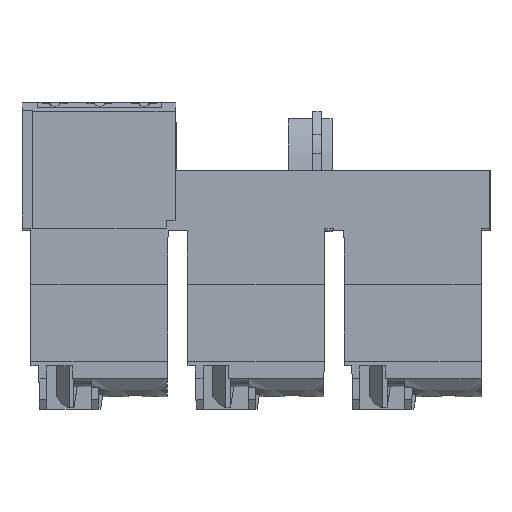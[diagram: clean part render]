
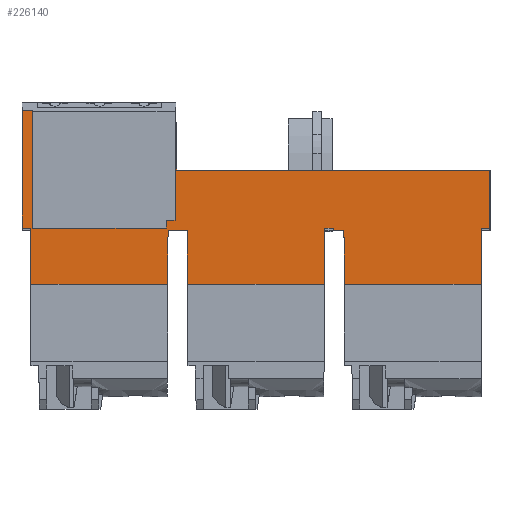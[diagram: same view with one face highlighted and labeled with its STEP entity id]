
A CAD part, top view. The second image highlights one B-rep face of the part: STEP entity #226140.
In plain terms, the highlighted planar face has unit normal (0, 0, 1).
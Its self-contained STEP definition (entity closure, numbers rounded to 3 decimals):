
#200=CARTESIAN_POINT('',(1.1,94.827,
51.695));
#210=VERTEX_POINT('',#200);
#240=CARTESIAN_POINT('',(1.1,51.6,
51.695));
#250=DIRECTION('',(0.,-1.,0.));
#260=VECTOR('',#250,1.);
#270=LINE('',#240,#260);
#280=CARTESIAN_POINT('',(1.1,88.427,
51.695));
#290=VERTEX_POINT('',#280);
#300=EDGE_CURVE('',#210,#290,#270,.T.);
#900=CARTESIAN_POINT('',(16.7,94.527,
51.695));
#910=VERTEX_POINT('',#900);
#2560=CARTESIAN_POINT('',(16.673,88.427,
51.695));
#2570=VERTEX_POINT('',#2560);
#2600=CARTESIAN_POINT('',(16.513,51.6,
51.695));
#2610=DIRECTION('',(0.004,1.,
0.));
#2620=VECTOR('',#2610,1.);
#2630=LINE('',#2600,#2620);
#2640=EDGE_CURVE('',#2570,#910,#2630,.T.);
#44480=CARTESIAN_POINT('',(17.582,108.198,
51.695));
#44490=VERTEX_POINT('',#44480);
#44520=CARTESIAN_POINT('',(53.3,108.198,
51.695));
#44530=DIRECTION('',(1.,0.,0.));
#44540=VECTOR('',#44530,1.);
#44550=LINE('',#44520,#44540);
#44560=CARTESIAN_POINT('',(17.5,108.198,
51.695));
#44570=VERTEX_POINT('',#44560);
#44580=EDGE_CURVE('',#44570,#44490,#44550,.T.);
#44800=CARTESIAN_POINT('',(1.3,108.198,
51.695));
#44810=VERTEX_POINT('',#44800);
#44840=CARTESIAN_POINT('',(53.3,108.198,
51.695));
#44850=DIRECTION('',(1.,0.,0.));
#44860=VECTOR('',#44850,1.);
#44870=LINE('',#44840,#44860);
#44880=CARTESIAN_POINT('',(0.1,108.198,
51.695));
#44890=VERTEX_POINT('',#44880);
#44900=EDGE_CURVE('',#44890,#44810,#44870,.T.);
#45340=CARTESIAN_POINT('',(35.5,94.827,
51.695));
#45350=VERTEX_POINT('',#45340);
#45430=CARTESIAN_POINT('',(34.501,94.827,
51.695));
#45440=VERTEX_POINT('',#45430);
#45470=CARTESIAN_POINT('',(53.3,94.827,
51.695));
#45480=DIRECTION('',(1.,0.,0.));
#45490=VECTOR('',#45480,1.);
#45500=LINE('',#45470,#45490);
#45510=EDGE_CURVE('',#45440,#45350,#45500,.T.);
#46420=CARTESIAN_POINT('',(53.3,94.527,
51.695));
#46430=DIRECTION('',(-1.,0.,0.));
#46440=VECTOR('',#46430,1.);
#46450=LINE('',#46420,#46440);
#46460=CARTESIAN_POINT('',(18.9,94.527,
51.695));
#46470=VERTEX_POINT('',#46460);
#46480=EDGE_CURVE('',#46470,#910,#46450,.T.);
#92650=CARTESIAN_POINT('',(0.1,51.6,
51.695));
#92660=DIRECTION('',(0.,-1.,0.));
#92670=VECTOR('',#92660,1.);
#92680=LINE('',#92650,#92670);
#92690=CARTESIAN_POINT('',(0.1,94.827,
51.695));
#92700=VERTEX_POINT('',#92690);
#92710=EDGE_CURVE('',#44890,#92700,#92680,.T.);
#93920=CARTESIAN_POINT('',(53.3,95.727,
51.695));
#93930=DIRECTION('',(1.,0.,0.));
#93940=VECTOR('',#93930,1.);
#93950=LINE('',#93920,#93940);
#93960=CARTESIAN_POINT('',(16.5,95.727,
51.695));
#93970=VERTEX_POINT('',#93960);
#93980=CARTESIAN_POINT('',(17.5,95.727,
51.695));
#93990=VERTEX_POINT('',#93980);
#94000=EDGE_CURVE('',#93970,#93990,#93950,.T.);
#174970=CARTESIAN_POINT('',(53.3,94.827,
51.695));
#174980=DIRECTION('',(1.,0.,0.));
#174990=VECTOR('',#174980,1.);
#175000=LINE('',#174970,#174990);
#175010=EDGE_CURVE('',#92700,#210,#175000,.T.);
#175610=CARTESIAN_POINT('',(19.087,51.6,
51.695));
#175620=DIRECTION('',(-0.004,1.,
0.));
#175630=VECTOR('',#175620,1.);
#175640=LINE('',#175610,#175630);
#175650=CARTESIAN_POINT('',(18.927,88.427,
51.695));
#175660=VERTEX_POINT('',#175650);
#175670=EDGE_CURVE('',#175660,#46470,#175640,.T.);
#177060=CARTESIAN_POINT('',(17.5,112.584,
51.695));
#177070=DIRECTION('',(0.,-1.,0.));
#177080=VECTOR('',#177070,1.);
#177090=LINE('',#177060,#177080);
#177100=EDGE_CURVE('',#44570,#93990,#177090,.T.);
#183490=CARTESIAN_POINT('',(35.5,94.527,
51.695));
#183500=VERTEX_POINT('',#183490);
#183530=CARTESIAN_POINT('',(71.1,94.527,
51.695));
#183540=DIRECTION('',(-1.,0.,0.));
#183550=VECTOR('',#183540,1.);
#183560=LINE('',#183530,#183550);
#183570=CARTESIAN_POINT('',(36.7,94.527,
51.695));
#183580=VERTEX_POINT('',#183570);
#183590=EDGE_CURVE('',#183580,#183500,#183560,.T.);
#185250=CARTESIAN_POINT('',(53.3,88.427,
51.695));
#185260=DIRECTION('',(1.,0.,0.));
#185270=VECTOR('',#185260,1.);
#185280=LINE('',#185250,#185270);
#185290=CARTESIAN_POINT('',(34.473,88.427,
51.695));
#185300=VERTEX_POINT('',#185290);
#185310=EDGE_CURVE('',#175660,#185300,#185280,.T.);
#185490=CARTESIAN_POINT('',(16.5,51.6,
51.695));
#185500=DIRECTION('',(0.,1.,0.));
#185510=VECTOR('',#185500,1.);
#185520=LINE('',#185490,#185510);
#185530=CARTESIAN_POINT('',(16.5,94.827,
51.695));
#185540=VERTEX_POINT('',#185530);
#185550=EDGE_CURVE('',#185540,#93970,#185520,.T.);
#210330=CARTESIAN_POINT('',(53.3,94.827,
51.695));
#210340=DIRECTION('',(1.,0.,0.));
#210350=VECTOR('',#210340,1.);
#210360=LINE('',#210330,#210350);
#210370=CARTESIAN_POINT('',(1.3,94.827,
51.695));
#210380=VERTEX_POINT('',#210370);
#210390=EDGE_CURVE('',#210380,#185540,#210360,.T.);
#211150=CARTESIAN_POINT('',(17.7,101.427,
51.695));
#211160=VERTEX_POINT('',#211150);
#211190=CARTESIAN_POINT('',(18.57,51.6,
51.695));
#211200=DIRECTION('',(-0.017,1.,
0.));
#211210=VECTOR('',#211200,1.);
#211220=LINE('',#211190,#211210);
#211230=EDGE_CURVE('',#211160,#44490,#211220,.T.);
#213870=CARTESIAN_POINT('',(34.313,51.6,
51.695));
#213880=DIRECTION('',(0.004,1.,
0.));
#213890=VECTOR('',#213880,1.);
#213900=LINE('',#213870,#213890);
#213910=EDGE_CURVE('',#185300,#45440,#213900,.T.);
#221940=CARTESIAN_POINT('',(1.3,112.584,
51.695));
#221950=DIRECTION('',(0.,-1.,0.));
#221960=VECTOR('',#221950,1.);
#221970=LINE('',#221940,#221960);
#221980=EDGE_CURVE('',#44810,#210380,#221970,.T.);
#225250=CARTESIAN_POINT('',(53.3,88.427,
51.695));
#225260=DIRECTION('',(1.,0.,0.));
#225270=VECTOR('',#225260,1.);
#225280=LINE('',#225250,#225270);
#225290=EDGE_CURVE('',#290,#2570,#225280,.T.);
#225360=CARTESIAN_POINT('',(1.1,94.527,
51.695));
#225370=DIRECTION('',(0.,0.,-1.));
#225380=DIRECTION('',(0.,1.,0.));
#225390=AXIS2_PLACEMENT_3D('',#225360,#225370,#225380);
#225400=PLANE('',#225390);
#225410=CARTESIAN_POINT('',(36.887,51.6,
51.695));
#225420=DIRECTION('',(-0.004,1.,
0.));
#225430=VECTOR('',#225420,1.);
#225440=LINE('',#225410,#225430);
#225450=CARTESIAN_POINT('',(36.727,88.427,
51.695));
#225460=VERTEX_POINT('',#225450);
#225470=EDGE_CURVE('',#225460,#183580,#225440,.T.);
#225480=ORIENTED_EDGE('',*,*,#225470,.F.);
#225490=ORIENTED_EDGE('',*,*,#183590,.F.);
#225500=CARTESIAN_POINT('',(35.5,51.6,
51.695));
#225510=DIRECTION('',(0.,-1.,0.));
#225520=VECTOR('',#225510,1.);
#225530=LINE('',#225500,#225520);
#225540=EDGE_CURVE('',#45350,#183500,#225530,.T.);
#225550=ORIENTED_EDGE('',*,*,#225540,.T.);
#225560=ORIENTED_EDGE('',*,*,#45510,.T.);
#225570=ORIENTED_EDGE('',*,*,#213910,.T.);
#225580=ORIENTED_EDGE('',*,*,#185310,.T.);
#225590=ORIENTED_EDGE('',*,*,#175670,.F.);
#225600=ORIENTED_EDGE('',*,*,#46480,.F.);
#225610=ORIENTED_EDGE('',*,*,#2640,.T.);
#225620=ORIENTED_EDGE('',*,*,#225290,.T.);
#225630=ORIENTED_EDGE('',*,*,#300,.T.);
#225640=ORIENTED_EDGE('',*,*,#175010,.T.);
#225650=ORIENTED_EDGE('',*,*,#92710,.T.);
#225660=ORIENTED_EDGE('',*,*,#44900,.F.);
#225670=ORIENTED_EDGE('',*,*,#221980,.F.);
#225680=ORIENTED_EDGE('',*,*,#210390,.F.);
#225690=ORIENTED_EDGE('',*,*,#185550,.F.);
#225700=ORIENTED_EDGE('',*,*,#94000,.F.);
#225710=ORIENTED_EDGE('',*,*,#177100,.T.);
#225720=ORIENTED_EDGE('',*,*,#44580,.F.);
#225730=ORIENTED_EDGE('',*,*,#211230,.T.);
#225740=CARTESIAN_POINT('',(53.3,101.427,
51.695));
#225750=DIRECTION('',(1.,0.,0.));
#225760=VECTOR('',#225750,1.);
#225770=LINE('',#225740,#225760);
#225780=CARTESIAN_POINT('',(53.3,101.427,
51.695));
#225790=VERTEX_POINT('',#225780);
#225800=EDGE_CURVE('',#211160,#225790,#225770,.T.);
#225810=ORIENTED_EDGE('',*,*,#225800,.F.);
#225820=CARTESIAN_POINT('',(53.3,51.6,
51.695));
#225830=DIRECTION('',(0.,1.,0.));
#225840=VECTOR('',#225830,1.);
#225850=LINE('',#225820,#225840);
#225860=CARTESIAN_POINT('',(53.3,94.827,
51.695));
#225870=VERTEX_POINT('',#225860);
#225880=EDGE_CURVE('',#225870,#225790,#225850,.T.);
#225890=ORIENTED_EDGE('',*,*,#225880,.T.);
#225900=CARTESIAN_POINT('',(71.1,94.827,
51.695));
#225910=DIRECTION('',(1.,0.,0.));
#225920=VECTOR('',#225910,1.);
#225930=LINE('',#225900,#225920);
#225940=CARTESIAN_POINT('',(52.3,94.827,
51.695));
#225950=VERTEX_POINT('',#225940);
#225960=EDGE_CURVE('',#225950,#225870,#225930,.T.);
#225970=ORIENTED_EDGE('',*,*,#225960,.T.);
#225980=CARTESIAN_POINT('',(52.3,51.6,
51.695));
#225990=DIRECTION('',(0.,-1.,0.));
#226000=VECTOR('',#225990,1.);
#226010=LINE('',#225980,#226000);
#226020=CARTESIAN_POINT('',(52.3,88.427,
51.695));
#226030=VERTEX_POINT('',#226020);
#226040=EDGE_CURVE('',#225950,#226030,#226010,.T.);
#226050=ORIENTED_EDGE('',*,*,#226040,.F.);
#226060=CARTESIAN_POINT('',(88.9,88.427,
51.695));
#226070=DIRECTION('',(1.,0.,0.));
#226080=VECTOR('',#226070,1.);
#226090=LINE('',#226060,#226080);
#226100=EDGE_CURVE('',#225460,#226030,#226090,.T.);
#226110=ORIENTED_EDGE('',*,*,#226100,.T.);
#226120=EDGE_LOOP('',(#226110,#226050,#225970,#225890,#225810,#225730,
#225720,#225710,#225700,#225690,#225680,#225670,#225660,#225650,#225640,
#225630,#225620,#225610,#225600,#225590,#225580,#225570,#225560,#225550,
#225490,#225480));
#226130=FACE_OUTER_BOUND('',#226120,.T.);
#226140=ADVANCED_FACE('',(#226130),#225400,.F.);
